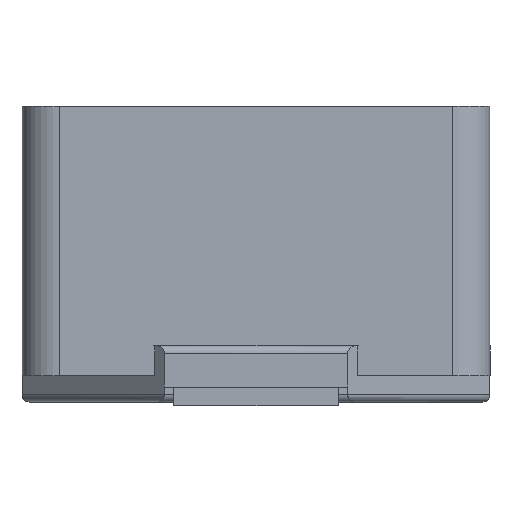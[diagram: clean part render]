
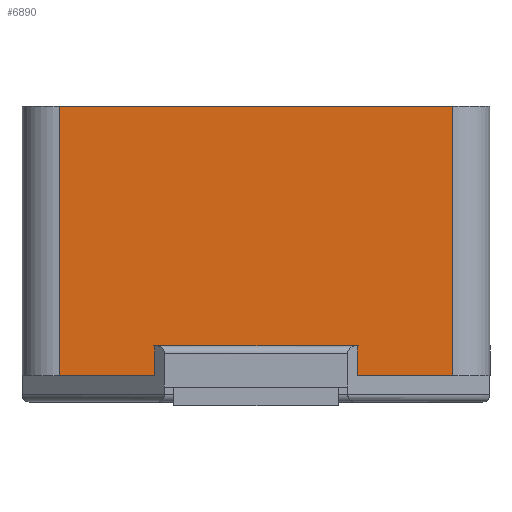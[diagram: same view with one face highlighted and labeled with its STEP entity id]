
A CAD part, left-side view. The second image highlights one B-rep face of the part: STEP entity #6890.
In plain terms, the highlighted planar face has unit normal (-1, 0, 0).
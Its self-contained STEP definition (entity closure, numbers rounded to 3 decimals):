
#58 = CARTESIAN_POINT ( 'NONE',  ( -6.25, -6.25, 8. ) ) ;
#793 = CARTESIAN_POINT ( 'NONE',  ( -6.25, -6.25, 0.8 ) ) ;
#986 = CARTESIAN_POINT ( 'NONE',  ( -6.25, -2.7, 1.6 ) ) ;
#2133 = DIRECTION ( 'NONE',  ( 0., -1., 0. ) ) ;
#2308 = ORIENTED_EDGE ( 'NONE', *, *, #5853, .T. ) ;
#2673 = EDGE_CURVE ( 'NONE', #20705, #14383, #3465, .T. ) ;
#2840 = VERTEX_POINT ( 'NONE', #17410 ) ;
#2930 = VERTEX_POINT ( 'NONE', #9409 ) ;
#3313 = VECTOR ( 'NONE', #7122, 1000. ) ;
#3465 = LINE ( 'NONE', #6896, #3313 ) ;
#3925 = CARTESIAN_POINT ( 'NONE',  ( -6.25, -5.25, 8. ) ) ;
#4022 = EDGE_CURVE ( 'NONE', #20705, #2930, #17919, .T. ) ;
#4206 = VECTOR ( 'NONE', #8592, 1000. ) ;
#4499 = EDGE_CURVE ( 'NONE', #2840, #16205, #17221, .T. ) ;
#4746 = CARTESIAN_POINT ( 'NONE',  ( -6.25, 2.7, 0.8 ) ) ;
#5365 = EDGE_CURVE ( 'NONE', #9821, #16205, #16458, .T. ) ;
#5597 = PLANE ( 'NONE',  #15167 ) ;
#5853 = EDGE_CURVE ( 'NONE', #14383, #2840, #13550, .T. ) ;
#6458 = EDGE_LOOP ( 'NONE', ( #19864, #16872, #7797, #19175, #2308, #16326, #17155, #10630 ) ) ;
#6595 = DIRECTION ( 'NONE',  ( 0., -1., 0. ) ) ;
#6867 = VERTEX_POINT ( 'NONE', #4746 ) ;
#6890 = ADVANCED_FACE ( 'NONE', ( #10524 ), #5597, .F. ) ;
#6896 = CARTESIAN_POINT ( 'NONE',  ( -6.25, -2.7, 1.6 ) ) ;
#6966 = CARTESIAN_POINT ( 'NONE',  ( -6.25, -6.25, 0.8 ) ) ;
#7122 = DIRECTION ( 'NONE',  ( 0., 0., -1. ) ) ;
#7340 = CARTESIAN_POINT ( 'NONE',  ( -6.25, -2.7, 0.8 ) ) ;
#7351 = DIRECTION ( 'NONE',  ( 0., 0., 1. ) ) ;
#7355 = CARTESIAN_POINT ( 'NONE',  ( -6.25, 5.25, 0.8 ) ) ;
#7797 = ORIENTED_EDGE ( 'NONE', *, *, #4022, .F. ) ;
#7948 = VECTOR ( 'NONE', #7351, 1000. ) ;
#8592 = DIRECTION ( 'NONE',  ( 0., -1., 0. ) ) ;
#8605 = VECTOR ( 'NONE', #6595, 1000. ) ;
#9082 = LINE ( 'NONE', #10595, #20411 ) ;
#9409 = CARTESIAN_POINT ( 'NONE',  ( -6.25, 2.7, 1.6 ) ) ;
#9821 = VERTEX_POINT ( 'NONE', #10208 ) ;
#9950 = VECTOR ( 'NONE', #20147, 1000. ) ;
#10179 = VECTOR ( 'NONE', #2133, 1000. ) ;
#10208 = CARTESIAN_POINT ( 'NONE',  ( -6.25, 5.25, 8. ) ) ;
#10524 = FACE_OUTER_BOUND ( 'NONE', #6458, .T. ) ;
#10595 = CARTESIAN_POINT ( 'NONE',  ( -6.25, 5.25, 8. ) ) ;
#10614 = VERTEX_POINT ( 'NONE', #7355 ) ;
#10630 = ORIENTED_EDGE ( 'NONE', *, *, #18968, .T. ) ;
#10702 = DIRECTION ( 'NONE',  ( 0., 0., -1. ) ) ;
#12996 = EDGE_CURVE ( 'NONE', #10614, #6867, #18336, .T. ) ;
#13550 = LINE ( 'NONE', #793, #4206 ) ;
#13592 = CARTESIAN_POINT ( 'NONE',  ( -6.25, 2.7, 1.6 ) ) ;
#14383 = VERTEX_POINT ( 'NONE', #7340 ) ;
#15020 = CARTESIAN_POINT ( 'NONE',  ( -6.25, -6.25, 8. ) ) ;
#15167 = AXIS2_PLACEMENT_3D ( 'NONE', #15020, #15235, #16978 ) ;
#15235 = DIRECTION ( 'NONE',  ( 1., 0., 0. ) ) ;
#15525 = DIRECTION ( 'NONE',  ( 0., 0., -1. ) ) ;
#16205 = VERTEX_POINT ( 'NONE', #21197 ) ;
#16326 = ORIENTED_EDGE ( 'NONE', *, *, #4499, .T. ) ;
#16458 = LINE ( 'NONE', #58, #8605 ) ;
#16872 = ORIENTED_EDGE ( 'NONE', *, *, #17845, .F. ) ;
#16978 = DIRECTION ( 'NONE',  ( 0., 0., -1. ) ) ;
#17155 = ORIENTED_EDGE ( 'NONE', *, *, #5365, .F. ) ;
#17221 = LINE ( 'NONE', #3925, #7948 ) ;
#17410 = CARTESIAN_POINT ( 'NONE',  ( -6.25, -5.25, 0.8 ) ) ;
#17845 = EDGE_CURVE ( 'NONE', #2930, #6867, #20509, .T. ) ;
#17919 = LINE ( 'NONE', #13592, #9950 ) ;
#18336 = LINE ( 'NONE', #6966, #10179 ) ;
#18968 = EDGE_CURVE ( 'NONE', #9821, #10614, #9082, .T. ) ;
#19175 = ORIENTED_EDGE ( 'NONE', *, *, #2673, .T. ) ;
#19864 = ORIENTED_EDGE ( 'NONE', *, *, #12996, .T. ) ;
#20147 = DIRECTION ( 'NONE',  ( 0., 1., 0. ) ) ;
#20411 = VECTOR ( 'NONE', #15525, 1000. ) ;
#20509 = LINE ( 'NONE', #20711, #21068 ) ;
#20705 = VERTEX_POINT ( 'NONE', #986 ) ;
#20711 = CARTESIAN_POINT ( 'NONE',  ( -6.25, 2.7, 1.6 ) ) ;
#21068 = VECTOR ( 'NONE', #10702, 1000. ) ;
#21197 = CARTESIAN_POINT ( 'NONE',  ( -6.25, -5.25, 8. ) ) ;
